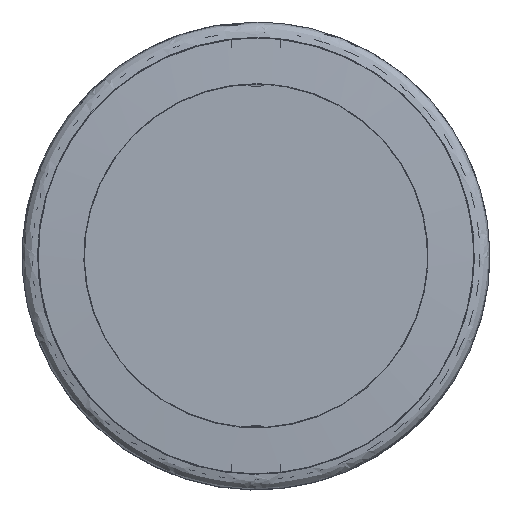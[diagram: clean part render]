
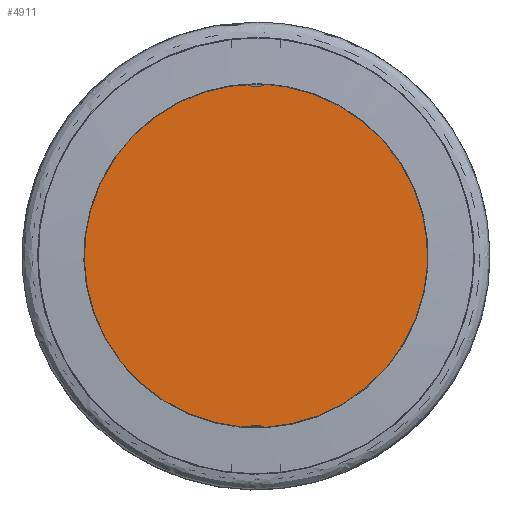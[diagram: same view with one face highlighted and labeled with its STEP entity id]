
A CAD part, top view. The second image highlights one B-rep face of the part: STEP entity #4911.
In plain terms, the highlighted free-form (B-spline) face has degree [1, 1] with [2, 2] control points.
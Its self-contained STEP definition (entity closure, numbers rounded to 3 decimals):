
#4790=CARTESIAN_POINT('',(0.25,-2.,5.5));
#4791=VERTEX_POINT('',#4790);
#4797=CARTESIAN_POINT('',(-0.25,-2.,5.5));
#4798=VERTEX_POINT('',#4797);
#4799=CARTESIAN_POINT('',(0.25,-2.,5.5));
#4800=CARTESIAN_POINT('',(0.25,-1.75,5.5));
#4801=CARTESIAN_POINT('',(0.,-1.75,5.5));
#4802=CARTESIAN_POINT('',(-0.25,-1.75,5.5));
#4803=CARTESIAN_POINT('',(-0.25,-2.,5.5));
#4804=(BOUNDED_CURVE()B_SPLINE_CURVE(2,(#4799,#4800,#4801,#4802,#4803),.CIRCULAR_ARC.,.F.,.U.)B_SPLINE_CURVE_WITH_KNOTS((3,2,3),(0.,0.5,1.),.UNSPECIFIED.)CURVE()GEOMETRIC_REPRESENTATION_ITEM()RATIONAL_B_SPLINE_CURVE((1.,0.707,1.,0.707,1.))REPRESENTATION_ITEM(''));
#4805=EDGE_CURVE('',#4791,#4798,#4804,.T.);
#4838=CARTESIAN_POINT('',(0.25,-2.236,5.5));
#4839=VERTEX_POINT('',#4838);
#4845=CARTESIAN_POINT('',(0.25,-2.236,5.5));
#4846=CARTESIAN_POINT('',(0.25,-2.,5.5));
#4847=B_SPLINE_CURVE_WITH_KNOTS('',1,(#4845,#4846),.POLYLINE_FORM.,.F.,.U.,(2,2),(0.21,0.231),.UNSPECIFIED.);
#4848=EDGE_CURVE('',#4839,#4791,#4847,.T.);
#4853=CARTESIAN_POINT('',(-4.287,4.89,5.5));
#4854=CARTESIAN_POINT('',(4.287,4.89,5.5));
#4855=CARTESIAN_POINT('',(-4.287,-3.684,5.5));
#4856=CARTESIAN_POINT('',(4.287,-3.684,5.5));
#4857=B_SPLINE_SURFACE_WITH_KNOTS('',1,1,((#4853,#4854),(#4855,#4856)),.PLANE_SURF.,.F.,.F.,.U.,(2,2),(2,2),(0.,1.),(0.,1.),.UNSPECIFIED.);
#4858=CARTESIAN_POINT('',(0.25,2.236,5.5));
#4859=VERTEX_POINT('',#4858);
#4860=CARTESIAN_POINT('',(0.25,-2.236,5.5));
#4861=CARTESIAN_POINT('',(3.668,-1.854,5.5));
#4862=CARTESIAN_POINT('',(1.949,1.125,5.5));
#4863=CARTESIAN_POINT('',(1.38,2.11,5.5));
#4864=CARTESIAN_POINT('',(0.25,2.236,5.5));
#4865=(BOUNDED_CURVE()B_SPLINE_CURVE(2,(#4860,#4861,#4862,#4863,#4864),.CIRCULAR_ARC.,.F.,.U.)B_SPLINE_CURVE_WITH_KNOTS((3,2,3),(0.021,0.333,0.484),.UNSPECIFIED.)CURVE()GEOMETRIC_REPRESENTATION_ITEM()RATIONAL_B_SPLINE_CURVE((0.942,0.531,1.,0.774,0.752))REPRESENTATION_ITEM(''));
#4866=EDGE_CURVE('',#4839,#4859,#4865,.T.);
#4867=ORIENTED_EDGE('',*,*,#4866,.T.);
#4868=CARTESIAN_POINT('',(0.25,2.,5.5));
#4869=VERTEX_POINT('',#4868);
#4870=CARTESIAN_POINT('',(0.25,2.,5.5));
#4871=CARTESIAN_POINT('',(0.25,2.236,5.5));
#4872=B_SPLINE_CURVE_WITH_KNOTS('',1,(#4870,#4871),.POLYLINE_FORM.,.F.,.U.,(2,2),(0.575,0.596),.UNSPECIFIED.);
#4873=EDGE_CURVE('',#4869,#4859,#4872,.T.);
#4874=ORIENTED_EDGE('',*,*,#4873,.F.);
#4875=CARTESIAN_POINT('',(-0.25,2.,5.5));
#4876=VERTEX_POINT('',#4875);
#4877=CARTESIAN_POINT('',(-0.25,2.,5.5));
#4878=CARTESIAN_POINT('',(-0.25,1.75,5.5));
#4879=CARTESIAN_POINT('',(0.,1.75,5.5));
#4880=CARTESIAN_POINT('',(0.25,1.75,5.5));
#4881=CARTESIAN_POINT('',(0.25,2.,5.5));
#4882=(BOUNDED_CURVE()B_SPLINE_CURVE(2,(#4877,#4878,#4879,#4880,#4881),.CIRCULAR_ARC.,.F.,.U.)B_SPLINE_CURVE_WITH_KNOTS((3,2,3),(0.,0.5,1.),.UNSPECIFIED.)CURVE()GEOMETRIC_REPRESENTATION_ITEM()RATIONAL_B_SPLINE_CURVE((1.,0.707,1.,0.707,1.))REPRESENTATION_ITEM(''));
#4883=EDGE_CURVE('',#4876,#4869,#4882,.T.);
#4884=ORIENTED_EDGE('',*,*,#4883,.F.);
#4885=CARTESIAN_POINT('',(-0.25,2.236,5.5));
#4886=VERTEX_POINT('',#4885);
#4887=CARTESIAN_POINT('',(-0.25,2.236,5.5));
#4888=CARTESIAN_POINT('',(-0.25,2.,5.5));
#4889=B_SPLINE_CURVE_WITH_KNOTS('',1,(#4887,#4888),.POLYLINE_FORM.,.F.,.U.,(2,2),(0.404,0.425),.UNSPECIFIED.);
#4890=EDGE_CURVE('',#4886,#4876,#4889,.T.);
#4891=ORIENTED_EDGE('',*,*,#4890,.F.);
#4892=CARTESIAN_POINT('',(-0.25,-2.236,5.5));
#4893=VERTEX_POINT('',#4892);
#4894=CARTESIAN_POINT('',(-0.25,2.236,5.5));
#4895=CARTESIAN_POINT('',(-1.38,2.11,5.5));
#4896=CARTESIAN_POINT('',(-1.949,1.125,5.5));
#4897=CARTESIAN_POINT('',(-3.668,-1.854,5.5));
#4898=CARTESIAN_POINT('',(-0.25,-2.236,5.5));
#4899=(BOUNDED_CURVE()B_SPLINE_CURVE(2,(#4894,#4895,#4896,#4897,#4898),.CIRCULAR_ARC.,.F.,.U.)B_SPLINE_CURVE_WITH_KNOTS((3,2,3),(0.516,0.667,0.979),.UNSPECIFIED.)CURVE()GEOMETRIC_REPRESENTATION_ITEM()RATIONAL_B_SPLINE_CURVE((0.752,0.774,1.,0.531,0.942))REPRESENTATION_ITEM(''));
#4900=EDGE_CURVE('',#4886,#4893,#4899,.T.);
#4901=ORIENTED_EDGE('',*,*,#4900,.T.);
#4902=CARTESIAN_POINT('',(-0.25,-2.,5.5));
#4903=CARTESIAN_POINT('',(-0.25,-2.236,5.5));
#4904=B_SPLINE_CURVE_WITH_KNOTS('',1,(#4902,#4903),.POLYLINE_FORM.,.F.,.U.,(2,2),(0.769,0.79),.UNSPECIFIED.);
#4905=EDGE_CURVE('',#4798,#4893,#4904,.T.);
#4906=ORIENTED_EDGE('',*,*,#4905,.F.);
#4907=ORIENTED_EDGE('',*,*,#4805,.F.);
#4908=ORIENTED_EDGE('',*,*,#4848,.F.);
#4909=EDGE_LOOP('',(#4867,#4874,#4884,#4891,#4901,#4906,#4907,#4908));
#4910=FACE_OUTER_BOUND('',#4909,.T.);
#4911=ADVANCED_FACE('',(#4910),#4857,.T.);
